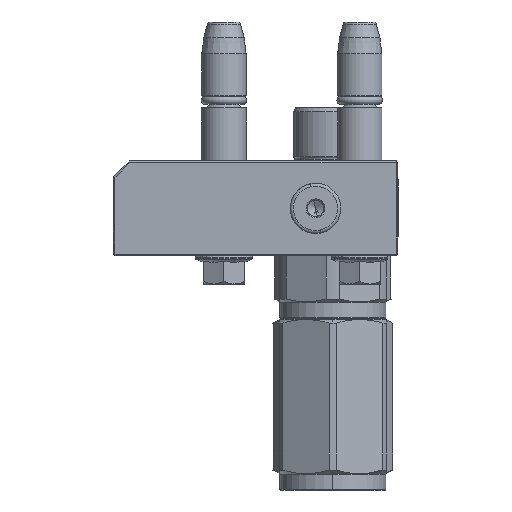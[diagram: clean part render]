
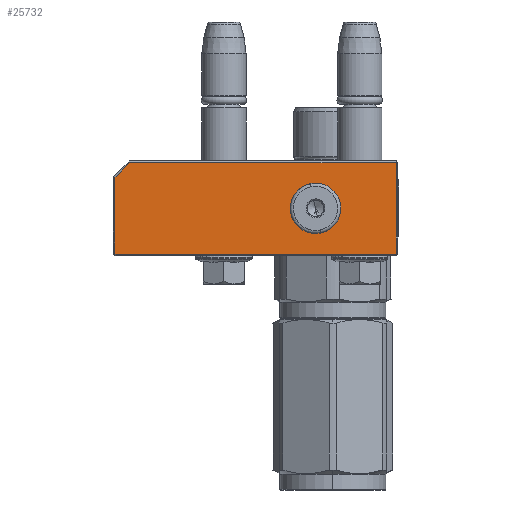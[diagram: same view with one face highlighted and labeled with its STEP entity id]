
A CAD part, front view. The second image highlights one B-rep face of the part: STEP entity #25732.
In plain terms, the highlighted face is planar.
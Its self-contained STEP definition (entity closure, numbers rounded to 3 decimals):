
#884 = DIRECTION ( 'NONE',  ( 0., 1., 0. ) ) ;
#921 = DIRECTION ( 'NONE',  ( 0., 0., -1. ) ) ;
#2838 = VECTOR ( 'NONE', #21903, 1000. ) ;
#3287 = PLANE ( 'NONE',  #17604 ) ;
#3790 = DIRECTION ( 'NONE',  ( -1., 0., 0. ) ) ;
#3917 = VECTOR ( 'NONE', #33403, 1000. ) ;
#3994 = DIRECTION ( 'NONE',  ( 0., 0., -1. ) ) ;
#4142 = CARTESIAN_POINT ( 'NONE',  ( 94., 29.5, 44.5 ) ) ;
#4546 = CARTESIAN_POINT ( 'NONE',  ( 94., 0.5, 44.5 ) ) ;
#4905 = ORIENTED_EDGE ( 'NONE', *, *, #4932, .F. ) ;
#4932 = EDGE_CURVE ( 'NONE', #33643, #39585, #30575, .T. ) ;
#5096 = EDGE_LOOP ( 'NONE', ( #9010, #34031 ) ) ;
#5840 = VERTEX_POINT ( 'NONE', #24878 ) ;
#6752 = EDGE_LOOP ( 'NONE', ( #30993, #41230, #4905, #33511, #36545 ) ) ;
#8044 = CARTESIAN_POINT ( 'NONE',  ( 94., 0.5, -39.793 ) ) ;
#9010 = ORIENTED_EDGE ( 'NONE', *, *, #21746, .T. ) ;
#9518 = CARTESIAN_POINT ( 'NONE',  ( 94., 20.32, 19. ) ) ;
#9586 = VECTOR ( 'NONE', #921, 1000. ) ;
#10333 = CARTESIAN_POINT ( 'NONE',  ( 94., 29.5, -44.5 ) ) ;
#10894 = EDGE_CURVE ( 'NONE', #33906, #39585, #35961, .T. ) ;
#11580 = EDGE_CURVE ( 'NONE', #35992, #22503, #19836, .T. ) ;
#12868 = FACE_OUTER_BOUND ( 'NONE', #6752, .T. ) ;
#14370 = CARTESIAN_POINT ( 'NONE',  ( 94., 5.207, -44.5 ) ) ;
#16250 = CARTESIAN_POINT ( 'NONE',  ( 94., 15., 19. ) ) ;
#16474 = CIRCLE ( 'NONE', #23917, 5.32 ) ;
#17604 = AXIS2_PLACEMENT_3D ( 'NONE', #28832, #29108, #3994 ) ;
#18602 = EDGE_CURVE ( 'NONE', #24826, #5840, #16474, .T. ) ;
#19836 = LINE ( 'NONE', #25498, #2838 ) ;
#20433 = CARTESIAN_POINT ( 'NONE',  ( 94., 0.5, -39.793 ) ) ;
#20456 = VECTOR ( 'NONE', #884, 1000. ) ;
#20508 = DIRECTION ( 'NONE',  ( 0., -1., 0. ) ) ;
#21746 = EDGE_CURVE ( 'NONE', #5840, #24826, #32214, .T. ) ;
#21903 = DIRECTION ( 'NONE',  ( 0., 0., -1. ) ) ;
#22380 = LINE ( 'NONE', #24732, #38405 ) ;
#22503 = VERTEX_POINT ( 'NONE', #8044 ) ;
#23917 = AXIS2_PLACEMENT_3D ( 'NONE', #16250, #3790, #26113 ) ;
#24732 = CARTESIAN_POINT ( 'NONE',  ( 94., 0.5, 44.5 ) ) ;
#24826 = VERTEX_POINT ( 'NONE', #9518 ) ;
#24829 = FACE_BOUND ( 'NONE', #5096, .T. ) ;
#24878 = CARTESIAN_POINT ( 'NONE',  ( 94., 9.68, 19. ) ) ;
#25031 = EDGE_CURVE ( 'NONE', #22503, #33906, #36466, .T. ) ;
#25498 = CARTESIAN_POINT ( 'NONE',  ( 94., 0.5, 44.5 ) ) ;
#25732 = ADVANCED_FACE ( 'NONE', ( #24829, #12868 ), #3287, .T. ) ;
#26113 = DIRECTION ( 'NONE',  ( 0., 1., 0. ) ) ;
#26622 = DIRECTION ( 'NONE',  ( -1., 0., 0. ) ) ;
#28832 = CARTESIAN_POINT ( 'NONE',  ( 94., 0., 45. ) ) ;
#29108 = DIRECTION ( 'NONE',  ( 1., 0., 0. ) ) ;
#29729 = AXIS2_PLACEMENT_3D ( 'NONE', #35731, #26622, #20508 ) ;
#30575 = LINE ( 'NONE', #4142, #9586 ) ;
#30993 = ORIENTED_EDGE ( 'NONE', *, *, #25031, .T. ) ;
#32214 = CIRCLE ( 'NONE', #29729, 5.32 ) ;
#32691 = CARTESIAN_POINT ( 'NONE',  ( 94., 29.5, 44.5 ) ) ;
#33403 = DIRECTION ( 'NONE',  ( 0., 0.707, -0.707 ) ) ;
#33511 = ORIENTED_EDGE ( 'NONE', *, *, #38209, .F. ) ;
#33643 = VERTEX_POINT ( 'NONE', #32691 ) ;
#33840 = DIRECTION ( 'NONE',  ( 0., 1., 0. ) ) ;
#33906 = VERTEX_POINT ( 'NONE', #14370 ) ;
#34031 = ORIENTED_EDGE ( 'NONE', *, *, #18602, .T. ) ;
#35731 = CARTESIAN_POINT ( 'NONE',  ( 94., 15., 19. ) ) ;
#35961 = LINE ( 'NONE', #39326, #20456 ) ;
#35992 = VERTEX_POINT ( 'NONE', #4546 ) ;
#36466 = LINE ( 'NONE', #20433, #3917 ) ;
#36545 = ORIENTED_EDGE ( 'NONE', *, *, #11580, .T. ) ;
#38209 = EDGE_CURVE ( 'NONE', #35992, #33643, #22380, .T. ) ;
#38405 = VECTOR ( 'NONE', #33840, 1000. ) ;
#39326 = CARTESIAN_POINT ( 'NONE',  ( 94., 5.207, -44.5 ) ) ;
#39585 = VERTEX_POINT ( 'NONE', #10333 ) ;
#41230 = ORIENTED_EDGE ( 'NONE', *, *, #10894, .T. ) ;
